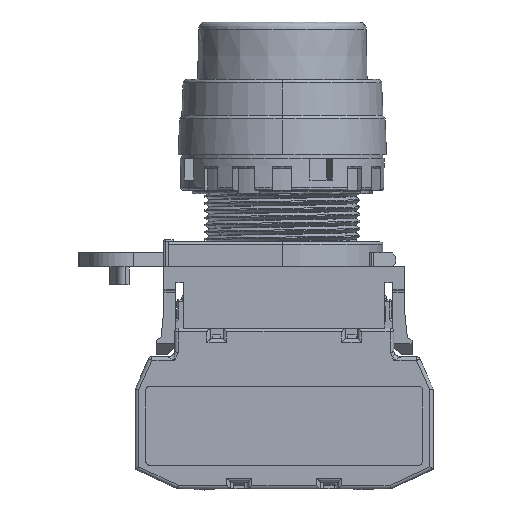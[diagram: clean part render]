
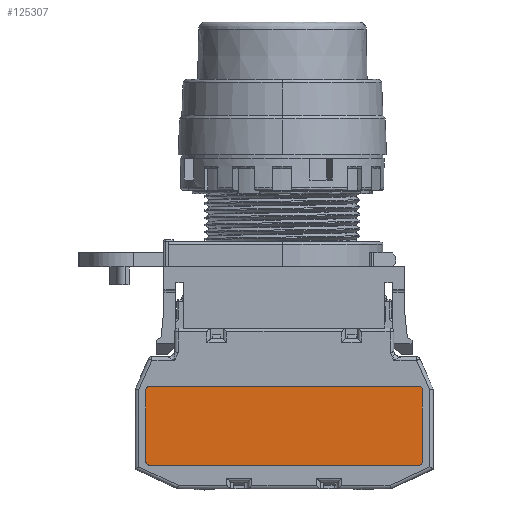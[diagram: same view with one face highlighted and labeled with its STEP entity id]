
A CAD part, left-side view. The second image highlights one B-rep face of the part: STEP entity #125307.
In plain terms, the highlighted planar face has unit normal (-1, 0, 0).
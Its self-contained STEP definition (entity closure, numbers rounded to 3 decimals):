
#404 = VERTEX_POINT ( 'NONE', #12241 ) ;
#858 = ORIENTED_EDGE ( 'NONE', *, *, #55881, .F. ) ;
#2694 = VERTEX_POINT ( 'NONE', #27191 ) ;
#5234 = VECTOR ( 'NONE', #108224, 1000. ) ;
#10767 = DIRECTION ( 'NONE',  ( 0., 0., 1. ) ) ;
#12241 = CARTESIAN_POINT ( 'NONE',  ( 3.059, 61.543, 30.924 ) ) ;
#12780 = CIRCLE ( 'NONE', #121904, 0.5 ) ;
#19389 = ORIENTED_EDGE ( 'NONE', *, *, #141848, .F. ) ;
#27191 = CARTESIAN_POINT ( 'NONE',  ( 3.059, 24.043, 30.924 ) ) ;
#29024 = CARTESIAN_POINT ( 'NONE',  ( 3.059, 62.043, 19.924 ) ) ;
#30791 = VERTEX_POINT ( 'NONE', #46064 ) ;
#31307 = CARTESIAN_POINT ( 'NONE',  ( 3.059, 62.043, 20.424 ) ) ;
#32904 = DIRECTION ( 'NONE',  ( 1., 0., 0. ) ) ;
#34007 = FACE_OUTER_BOUND ( 'NONE', #45259, .T. ) ;
#35507 = EDGE_CURVE ( 'NONE', #30791, #404, #199041, .T. ) ;
#39197 = DIRECTION ( 'NONE',  ( 1., 0., 0. ) ) ;
#41729 = ORIENTED_EDGE ( 'NONE', *, *, #35507, .F. ) ;
#45259 = EDGE_LOOP ( 'NONE', ( #858, #19389, #189173, #111017, #78170, #99935, #41729, #159447 ) ) ;
#46064 = CARTESIAN_POINT ( 'NONE',  ( 3.059, 62.043, 30.424 ) ) ;
#49201 = DIRECTION ( 'NONE',  ( 0., 0., -1. ) ) ;
#50508 = DIRECTION ( 'NONE',  ( 1., 0., 0. ) ) ;
#55881 = EDGE_CURVE ( 'NONE', #74107, #122539, #12780, .T. ) ;
#60723 = VECTOR ( 'NONE', #10767, 1000. ) ;
#64038 = DIRECTION ( 'NONE',  ( 1., 0., 0. ) ) ;
#68183 = PLANE ( 'NONE',  #157134 ) ;
#69587 = LINE ( 'NONE', #177324, #104894 ) ;
#74107 = VERTEX_POINT ( 'NONE', #146768 ) ;
#78170 = ORIENTED_EDGE ( 'NONE', *, *, #166720, .F. ) ;
#82252 = VECTOR ( 'NONE', #154200, 1000. ) ;
#88035 = EDGE_CURVE ( 'NONE', #91683, #196458, #149346, .T. ) ;
#89633 = LINE ( 'NONE', #187335, #82252 ) ;
#91672 = CARTESIAN_POINT ( 'NONE',  ( 3.059, 23.543, 20.424 ) ) ;
#91683 = VERTEX_POINT ( 'NONE', #91672 ) ;
#94490 = AXIS2_PLACEMENT_3D ( 'NONE', #144363, #64038, #49201 ) ;
#99118 = DIRECTION ( 'NONE',  ( 0., 0., -1. ) ) ;
#99935 = ORIENTED_EDGE ( 'NONE', *, *, #113849, .F. ) ;
#104894 = VECTOR ( 'NONE', #209083, 1000. ) ;
#108224 = DIRECTION ( 'NONE',  ( 0., -1., 0. ) ) ;
#111017 = ORIENTED_EDGE ( 'NONE', *, *, #144451, .F. ) ;
#112540 = DIRECTION ( 'NONE',  ( 0., 0., -1. ) ) ;
#113849 = EDGE_CURVE ( 'NONE', #404, #2694, #118583, .T. ) ;
#114477 = DIRECTION ( 'NONE',  ( 1., 0., 0. ) ) ;
#115300 = CARTESIAN_POINT ( 'NONE',  ( 3.059, 24.043, 20.424 ) ) ;
#116734 = CARTESIAN_POINT ( 'NONE',  ( 3.059, 61.543, 30.424 ) ) ;
#118583 = LINE ( 'NONE', #142096, #5234 ) ;
#121904 = AXIS2_PLACEMENT_3D ( 'NONE', #145514, #114477, #192784 ) ;
#122539 = VERTEX_POINT ( 'NONE', #31307 ) ;
#125307 = ADVANCED_FACE ( 'NONE', ( #34007 ), #68183, .F. ) ;
#139149 = CARTESIAN_POINT ( 'NONE',  ( 3.059, 24.043, 19.924 ) ) ;
#141848 = EDGE_CURVE ( 'NONE', #196458, #74107, #69587, .T. ) ;
#142096 = CARTESIAN_POINT ( 'NONE',  ( 3.059, 23.543, 30.924 ) ) ;
#144363 = CARTESIAN_POINT ( 'NONE',  ( 3.059, 24.043, 30.424 ) ) ;
#144451 = EDGE_CURVE ( 'NONE', #197332, #91683, #89633, .T. ) ;
#145514 = CARTESIAN_POINT ( 'NONE',  ( 3.059, 61.543, 20.424 ) ) ;
#146212 = LINE ( 'NONE', #29024, #60723 ) ;
#146768 = CARTESIAN_POINT ( 'NONE',  ( 3.059, 61.543, 19.924 ) ) ;
#148500 = EDGE_CURVE ( 'NONE', #122539, #30791, #146212, .T. ) ;
#149346 = CIRCLE ( 'NONE', #168568, 0.5 ) ;
#150446 = AXIS2_PLACEMENT_3D ( 'NONE', #116734, #50508, #99118 ) ;
#151239 = CARTESIAN_POINT ( 'NONE',  ( 3.059, 23.543, 19.924 ) ) ;
#152038 = CARTESIAN_POINT ( 'NONE',  ( 3.059, 23.543, 30.424 ) ) ;
#153322 = DIRECTION ( 'NONE',  ( 0., 0., -1. ) ) ;
#154200 = DIRECTION ( 'NONE',  ( 0., 0., -1. ) ) ;
#157134 = AXIS2_PLACEMENT_3D ( 'NONE', #151239, #39197, #153322 ) ;
#159447 = ORIENTED_EDGE ( 'NONE', *, *, #148500, .F. ) ;
#166720 = EDGE_CURVE ( 'NONE', #2694, #197332, #200623, .T. ) ;
#168568 = AXIS2_PLACEMENT_3D ( 'NONE', #115300, #32904, #112540 ) ;
#177324 = CARTESIAN_POINT ( 'NONE',  ( 3.059, 23.543, 19.924 ) ) ;
#187335 = CARTESIAN_POINT ( 'NONE',  ( 3.059, 23.543, 19.924 ) ) ;
#189173 = ORIENTED_EDGE ( 'NONE', *, *, #88035, .F. ) ;
#192784 = DIRECTION ( 'NONE',  ( 0., 0., -1. ) ) ;
#196458 = VERTEX_POINT ( 'NONE', #139149 ) ;
#197332 = VERTEX_POINT ( 'NONE', #152038 ) ;
#199041 = CIRCLE ( 'NONE', #150446, 0.5 ) ;
#200623 = CIRCLE ( 'NONE', #94490, 0.5 ) ;
#209083 = DIRECTION ( 'NONE',  ( 0., 1., 0. ) ) ;
